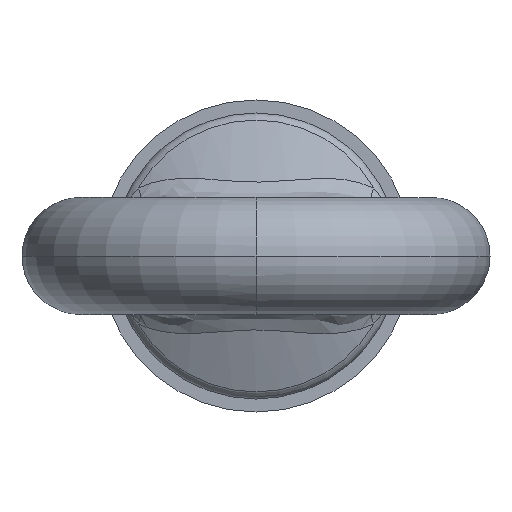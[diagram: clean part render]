
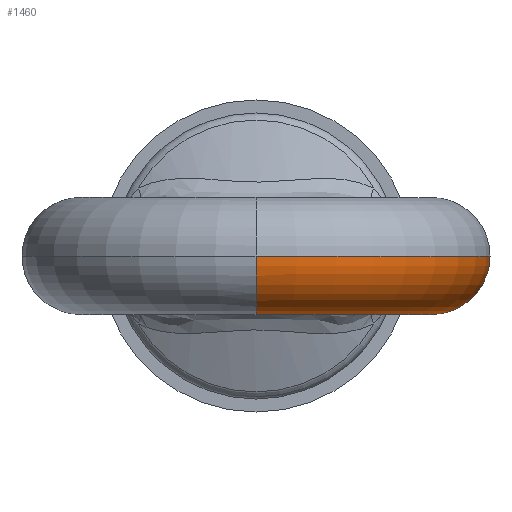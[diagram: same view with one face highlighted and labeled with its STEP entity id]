
A CAD part, left-side view. The second image highlights one B-rep face of the part: STEP entity #1460.
In plain terms, the highlighted toroidal (fillet/blend) face has major radius 13.5 mm and minor radius 4.5 mm.
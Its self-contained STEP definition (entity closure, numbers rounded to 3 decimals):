
#8 = CARTESIAN_POINT ( 'NONE',  ( -8.932, -10.603, -3.036 ) ) ;
#28 = CARTESIAN_POINT ( 'NONE',  ( -8.798, -10.853, -2.721 ) ) ;
#33 = EDGE_CURVE ( 'NONE', #1238, #1484, #251, .T. ) ;
#60 = CARTESIAN_POINT ( 'NONE',  ( -8.236, -11.6, 0. ) ) ;
#70 = ORIENTED_EDGE ( 'NONE', *, *, #1880, .T. ) ;
#76 = CARTESIAN_POINT ( 'NONE',  ( -13., 0., 0. ) ) ;
#81 = DIRECTION ( 'NONE',  ( 0., -1., 0. ) ) ;
#135 = VERTEX_POINT ( 'NONE', #1011 ) ;
#161 = CARTESIAN_POINT ( 'NONE',  ( -9.351, -9.265, -3.937 ) ) ;
#185 = CARTESIAN_POINT ( 'NONE',  ( -8.287, -11.546, -0.835 ) ) ;
#222 = EDGE_LOOP ( 'NONE', ( #1320, #659, #666, #483, #359, #70 ) ) ;
#241 = CARTESIAN_POINT ( 'NONE',  ( -9.902, -0.781, -4.276 ) ) ;
#248 = CARTESIAN_POINT ( 'NONE',  ( -9.608, -7.395, -4.409 ) ) ;
#251 = CIRCLE ( 'NONE', #1092, 4.5 ) ;
#304 = CARTESIAN_POINT ( 'NONE',  ( -9.319, -9.46, -3.859 ) ) ;
#352 = CIRCLE ( 'NONE', #1959, 9. ) ;
#359 = ORIENTED_EDGE ( 'NONE', *, *, #837, .F. ) ;
#379 = VERTEX_POINT ( 'NONE', #76 ) ;
#391 = DIRECTION ( 'NONE',  ( 0., 0., -1. ) ) ;
#470 = CARTESIAN_POINT ( 'NONE',  ( -9.178, -10., -3.559 ) ) ;
#483 = ORIENTED_EDGE ( 'NONE', *, *, #1270, .F. ) ;
#610 = AXIS2_PLACEMENT_3D ( 'NONE', #1559, #784, #1570 ) ;
#614 = B_SPLINE_CURVE_WITH_KNOTS ( 'NONE', 3,
 ( #1799, #241, #1193, #1776, #1030, #1606, #849, #248, #1623, #1618, #1920, #1002 ),
 .UNSPECIFIED., .F., .F.,
 ( 4, 2, 2, 2, 2, 4 ),
 ( 0.048, 0.05, 0.053, 0.055, 0.056, 0.058 ),
 .UNSPECIFIED. ) ;
#621 = CARTESIAN_POINT ( 'NONE',  ( -8.317, -11.514, -1.039 ) ) ;
#626 = CARTESIAN_POINT ( 'NONE',  ( -9.277, -9.649, -3.768 ) ) ;
#658 = CIRCLE ( 'NONE', #1485, 4.5 ) ;
#659 = ORIENTED_EDGE ( 'NONE', *, *, #722, .T. ) ;
#666 = ORIENTED_EDGE ( 'NONE', *, *, #33, .T. ) ;
#714 = VERTEX_POINT ( 'NONE', #1414 ) ;
#722 = EDGE_CURVE ( 'NONE', #714, #1238, #1761, .T. ) ;
#769 = CARTESIAN_POINT ( 'NONE',  ( -8.393, -11.426, -1.441 ) ) ;
#777 = CARTESIAN_POINT ( 'NONE',  ( -8.236, -11.6, -0.211 ) ) ;
#783 = CARTESIAN_POINT ( 'NONE',  ( -8.247, -11.589, -0.422 ) ) ;
#784 = DIRECTION ( 'NONE',  ( 0., 0., -1. ) ) ;
#799 = VERTEX_POINT ( 'NONE', #1247 ) ;
#837 = EDGE_CURVE ( 'NONE', #799, #379, #658, .T. ) ;
#849 = CARTESIAN_POINT ( 'NONE',  ( -9.726, -6.241, -4.516 ) ) ;
#850 = DIRECTION ( 'NONE',  ( 0., 0., -1. ) ) ;
#859 = AXIS2_PLACEMENT_3D ( 'NONE', #1000, #391, #1615 ) ;
#901 = FACE_OUTER_BOUND ( 'NONE', #222, .T. ) ;
#1000 = CARTESIAN_POINT ( 'NONE',  ( -22., 0., 0. ) ) ;
#1002 = CARTESIAN_POINT ( 'NONE',  ( -9.351, -9.265, -3.937 ) ) ;
#1004 = CARTESIAN_POINT ( 'NONE',  ( -35.5, 0., 0. ) ) ;
#1011 = CARTESIAN_POINT ( 'NONE',  ( -9.351, -9.265, -3.937 ) ) ;
#1030 = CARTESIAN_POINT ( 'NONE',  ( -9.856, -3.899, -4.446 ) ) ;
#1090 = B_SPLINE_CURVE_WITH_KNOTS ( 'NONE', 3,
 ( #161, #304, #626, #470, #1259, #1877, #8, #28, #1402, #1714, #1411, #1542, #769, #621, #185, #783, #777, #60 ),
 .UNSPECIFIED., .F., .F.,
 ( 4, 2, 2, 2, 2, 2, 2, 2, 4 ),
 ( 0., 0.001, 0.001, 0.002, 0.003, 0.003, 0.004, 0.004, 0.005 ),
 .UNSPECIFIED. ) ;
#1092 = AXIS2_PLACEMENT_3D ( 'NONE', #1004, #81, #850 ) ;
#1133 = CARTESIAN_POINT ( 'NONE',  ( -22., 0., 0. ) ) ;
#1193 = CARTESIAN_POINT ( 'NONE',  ( -9.899, -1.561, -4.305 ) ) ;
#1232 = EDGE_CURVE ( 'NONE', #135, #714, #1090, .T. ) ;
#1238 = VERTEX_POINT ( 'NONE', #1855 ) ;
#1247 = CARTESIAN_POINT ( 'NONE',  ( -9.902, 0., -4.276 ) ) ;
#1259 = CARTESIAN_POINT ( 'NONE',  ( -9.121, -10.162, -3.442 ) ) ;
#1270 = EDGE_CURVE ( 'NONE', #379, #1484, #352, .T. ) ;
#1271 = TOROIDAL_SURFACE ( 'NONE', #859, 13.5, 4.5 ) ;
#1278 = DIRECTION ( 'NONE',  ( 0., 0., -1. ) ) ;
#1287 = DIRECTION ( 'NONE',  ( -1., 0., 0. ) ) ;
#1320 = ORIENTED_EDGE ( 'NONE', *, *, #1232, .T. ) ;
#1402 = CARTESIAN_POINT ( 'NONE',  ( -8.732, -10.962, -2.554 ) ) ;
#1411 = CARTESIAN_POINT ( 'NONE',  ( -8.548, -11.232, -2.022 ) ) ;
#1414 = CARTESIAN_POINT ( 'NONE',  ( -8.236, -11.6, 0. ) ) ;
#1442 = DIRECTION ( 'NONE',  ( 0., 1., 0. ) ) ;
#1460 = ADVANCED_FACE ( 'NONE', ( #901 ), #1271, .T. ) ;
#1484 = VERTEX_POINT ( 'NONE', #1937 ) ;
#1485 = AXIS2_PLACEMENT_3D ( 'NONE', #1585, #1442, #1763 ) ;
#1542 = CARTESIAN_POINT ( 'NONE',  ( -8.441, -11.37, -1.641 ) ) ;
#1559 = CARTESIAN_POINT ( 'NONE',  ( -22., 0., 0. ) ) ;
#1570 = DIRECTION ( 'NONE',  ( -1., 0., 0. ) ) ;
#1585 = CARTESIAN_POINT ( 'NONE',  ( -8.5, 0., 0. ) ) ;
#1606 = CARTESIAN_POINT ( 'NONE',  ( -9.781, -5.458, -4.509 ) ) ;
#1615 = DIRECTION ( 'NONE',  ( -1., 0., 0. ) ) ;
#1618 = CARTESIAN_POINT ( 'NONE',  ( -9.464, -8.532, -4.19 ) ) ;
#1623 = CARTESIAN_POINT ( 'NONE',  ( -9.564, -7.776, -4.355 ) ) ;
#1714 = CARTESIAN_POINT ( 'NONE',  ( -8.607, -11.152, -2.205 ) ) ;
#1761 = CIRCLE ( 'NONE', #610, 18. ) ;
#1763 = DIRECTION ( 'NONE',  ( -1., 0., 0. ) ) ;
#1776 = CARTESIAN_POINT ( 'NONE',  ( -9.876, -3.12, -4.39 ) ) ;
#1799 = CARTESIAN_POINT ( 'NONE',  ( -9.902, 0., -4.276 ) ) ;
#1855 = CARTESIAN_POINT ( 'NONE',  ( -40., 0., 0. ) ) ;
#1877 = CARTESIAN_POINT ( 'NONE',  ( -8.998, -10.464, -3.18 ) ) ;
#1880 = EDGE_CURVE ( 'NONE', #799, #135, #614, .T. ) ;
#1920 = CARTESIAN_POINT ( 'NONE',  ( -9.408, -8.907, -4.08 ) ) ;
#1937 = CARTESIAN_POINT ( 'NONE',  ( -31., 0., 0. ) ) ;
#1959 = AXIS2_PLACEMENT_3D ( 'NONE', #1133, #1278, #1287 ) ;
